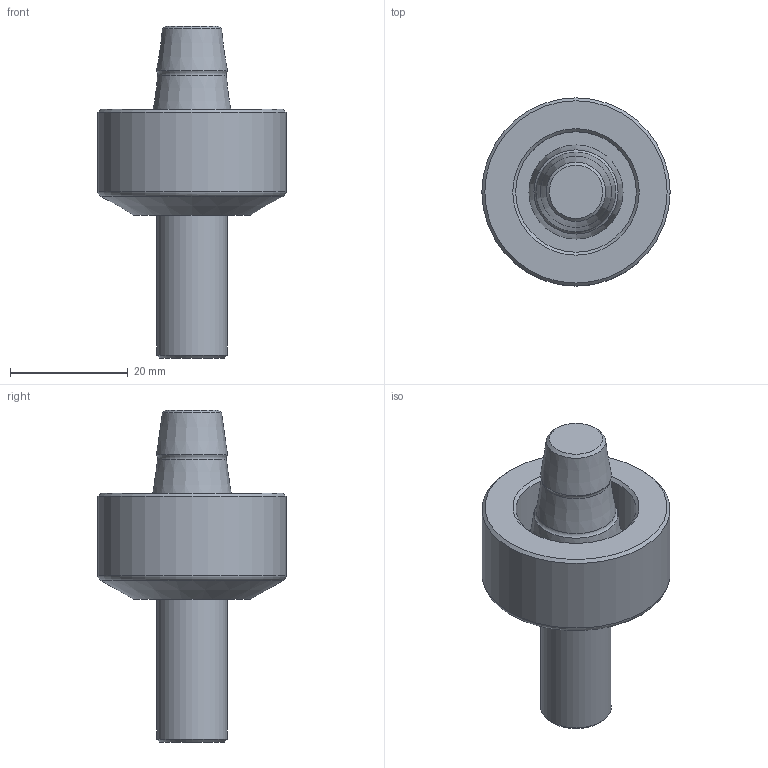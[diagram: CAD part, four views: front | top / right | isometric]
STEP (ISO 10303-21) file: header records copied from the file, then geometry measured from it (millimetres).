
FILE_DESCRIPTION(/* description */ (''),/* implementation_level */ '2;1');
FILE_NAME(/* name */ '1499062454005.stp',/* time_stamp */ '2017-07-03T08:14:17+02:00',/* author */ (''),/* organization */ ('SMS'),/* preprocessor_version */ 'ST-DEVELOPER v15',/* originating_system */ 'SIEMENS PLM Software NX 8.5',/* authorisation */ '');
FILE_SCHEMA (('AUTOMOTIVE_DESIGN { 1 0 10303 214 3 1 1 1 }'));
Length unit declared in the file: millimetre
Products named in the file (1): 200824359MOD000_03
Bounding box: 32 x 32 x 56.45 mm (x, y, z)
Volume: 16364.1 mm3; surface area: 5452.8 mm2
Topology: 1 solids, 1 shells, 20 faces, 34 edges, 19 vertices
Faces by surface type: cone 8, plane 5, cylinder 4, torus 3
Full cylindrical faces by diameter (mm): 12 x1, 16 x1, 20.5 x1, 32 x1
Entity records: 445 total; most frequent: DIRECTION 86, CARTESIAN_POINT 62, AXIS2_PLACEMENT_3D 43, EDGE_LOOP 38, ORIENTED_EDGE 38, FACE_BOUND 36, ADVANCED_FACE 20, VERTEX_POINT 19
